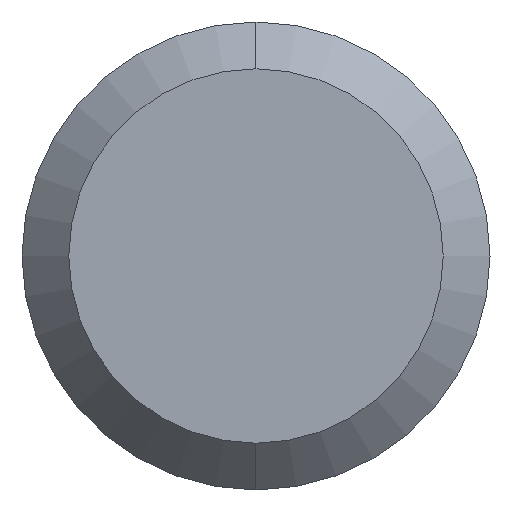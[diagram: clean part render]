
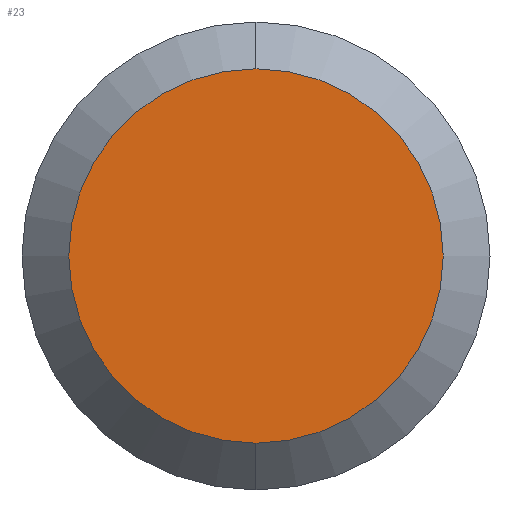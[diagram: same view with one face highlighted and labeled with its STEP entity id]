
A CAD part, left-side view. The second image highlights one B-rep face of the part: STEP entity #23.
In plain terms, the highlighted planar face has unit normal (-1, 0, 0).
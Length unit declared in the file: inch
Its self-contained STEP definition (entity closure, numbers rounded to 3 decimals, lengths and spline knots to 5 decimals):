
#23 = ADVANCED_FACE ( 'NONE', ( #278 ), #277, .F. ) ;
#90 = DIRECTION ( 'NONE',  ( 0., 0., -1. ) ) ;
#101 = DIRECTION ( 'NONE',  ( 0., 0., -1. ) ) ;
#109 = DIRECTION ( 'NONE',  ( -1., 0., 0. ) ) ;
#110 = CARTESIAN_POINT ( 'NONE',  ( -1.5, 0., 0. ) ) ;
#113 = AXIS2_PLACEMENT_3D ( 'NONE', #110, #109, #90 ) ;
#114 = CIRCLE ( 'NONE', #113, 0.15 ) ;
#140 = CIRCLE ( 'NONE', #147, 0.15 ) ;
#145 = DIRECTION ( 'NONE',  ( -1., 0., 0. ) ) ;
#146 = CARTESIAN_POINT ( 'NONE',  ( -1.5, 0., 0. ) ) ;
#147 = AXIS2_PLACEMENT_3D ( 'NONE', #146, #145, #101 ) ;
#172 = CARTESIAN_POINT ( 'NONE',  ( -1.5, 0., 0.15 ) ) ;
#176 = CARTESIAN_POINT ( 'NONE',  ( -1.5, 0., -0.15 ) ) ;
#241 = ORIENTED_EDGE ( 'NONE', *, *, #256, .T. ) ;
#242 = EDGE_CURVE ( 'NONE', #258, #257, #114, .T. ) ;
#243 = EDGE_LOOP ( 'NONE', ( #246, #241 ) ) ;
#246 = ORIENTED_EDGE ( 'NONE', *, *, #242, .T. ) ;
#256 = EDGE_CURVE ( 'NONE', #257, #258, #140, .T. ) ;
#257 = VERTEX_POINT ( 'NONE', #172 ) ;
#258 = VERTEX_POINT ( 'NONE', #176 ) ;
#268 = DIRECTION ( 'NONE',  ( 0., 0., -1. ) ) ;
#270 = CARTESIAN_POINT ( 'NONE',  ( -1.5, 0., 0. ) ) ;
#271 = AXIS2_PLACEMENT_3D ( 'NONE', #270, #273, #268 ) ;
#273 = DIRECTION ( 'NONE',  ( 1., 0., 0. ) ) ;
#277 = PLANE ( 'NONE',  #271 ) ;
#278 = FACE_OUTER_BOUND ( 'NONE', #243, .T. ) ;
